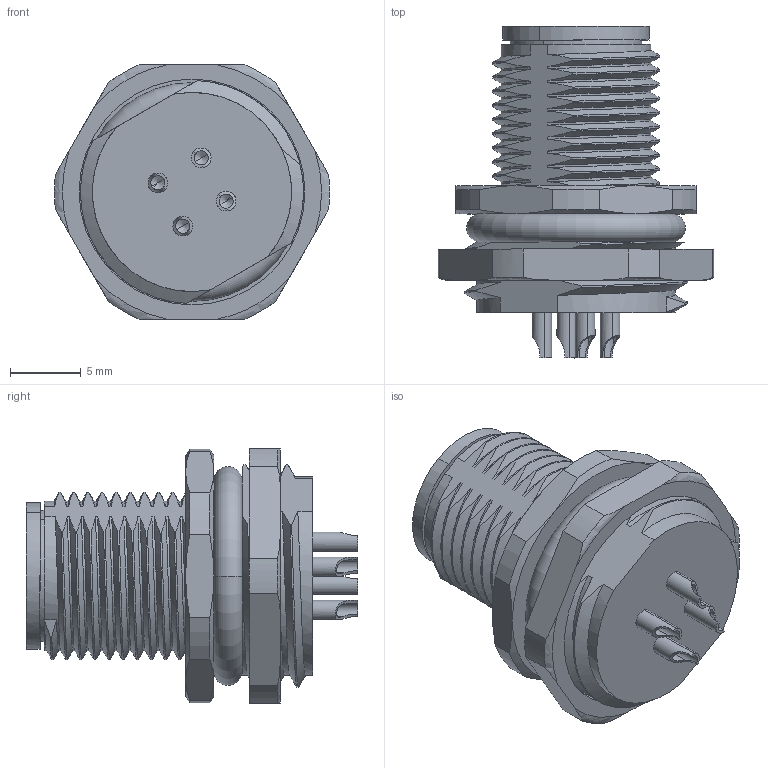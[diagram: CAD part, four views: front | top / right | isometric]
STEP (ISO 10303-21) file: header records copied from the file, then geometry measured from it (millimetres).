
FILE_DESCRIPTION((''),'2;1');
FILE_NAME('3D_1630053131003_M12-M05B-BK-M1_ASM','2021-01-04T',('zh.su'),(''),'PRO/ENGINEER BY PARAMETRIC TECHNOLOGY CORPORATION, 2012480','PRO/ENGINEER BY PARAMETRIC TECHNOLOGY CORPORATION, 2012480','');
FILE_SCHEMA(('CONFIG_CONTROL_DESIGN'));
Length unit declared in the file: millimetre
Products named in the file (4): MANIFOLD_SOLID_BREP_29324; MANIFOLD_SOLID_BREP_30134; 111_1_ASM; 3D_1630053131003_M12-M05B-BK-M1_ASM
Assembly tree (3 placements, depth 3):
  3D_1630053131003_M12-M05B-BK-M1_ASM
    111_1_ASM
      MANIFOLD_SOLID_BREP_29324
      MANIFOLD_SOLID_BREP_30134
Bounding box: 19.5 x 23.5 x 18 mm (x, y, z)
Volume: 2446.6 mm3; surface area: 2529.9 mm2
Topology: 2 solids, 2 shells, 370 faces, 1115 edges, 758 vertices
Faces by surface type: plane 90, bspline 85, cylinder 82, cone 52, extrusion 43, torus 10, sphere 8
Entity records: 18703 total; most frequent: CARTESIAN_POINT 9493, ORIENTED_EDGE 2198, DIRECTION 1437, EDGE_CURVE 1099, VERTEX_POINT 758, AXIS2_PLACEMENT_3D 489, B_SPLINE_CURVE_WITH_KNOTS 488, VECTOR 459
